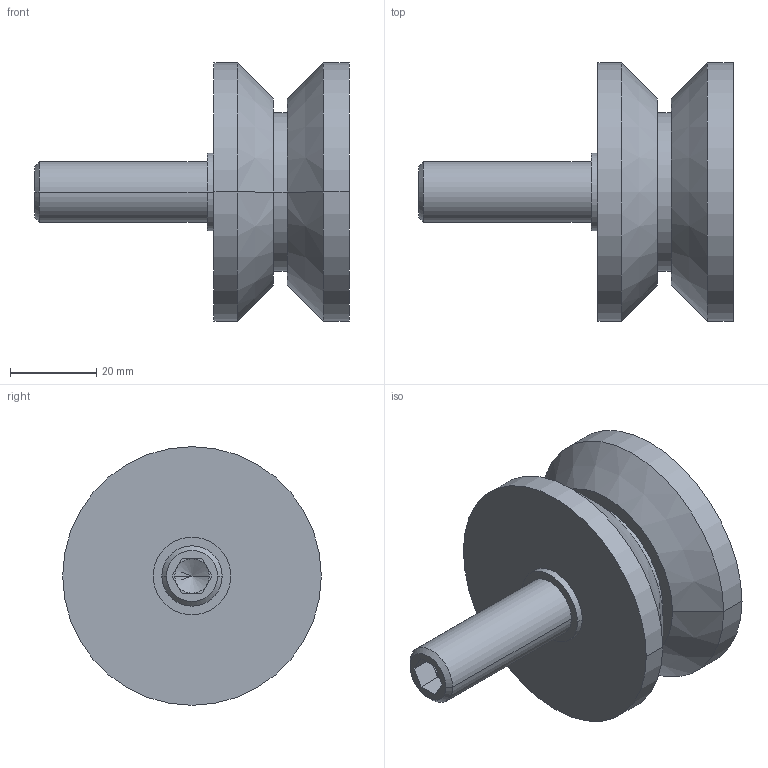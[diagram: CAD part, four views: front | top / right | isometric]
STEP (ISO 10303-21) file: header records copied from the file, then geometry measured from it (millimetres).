
FILE_DESCRIPTION(('STEP AP214'),'1');
FILE_NAME('hpv40.stp','2015-08-13T12:01:15',('TraceParts'),('TraceParts S.A.'),'Spatial InterOp 3D',' ',' ');
FILE_SCHEMA(('automotive_design'));
Length unit declared in the file: millimetre
Products named in the file (1): 1
Bounding box: 73 x 60 x 60 mm (x, y, z)
Volume: 77014.2 mm3; surface area: 14940.4 mm2
Topology: 1 solids, 1 shells, 33 faces, 70 edges, 43 vertices
Faces by surface type: plane 13, cylinder 12, cone 8
Entity records: 891 total; most frequent: DIRECTION 166, CARTESIAN_POINT 145, ORIENTED_EDGE 136, EDGE_CURVE 68, AXIS2_PLACEMENT_3D 64, VERTEX_POINT 43, EDGE_LOOP 39, LINE 38
